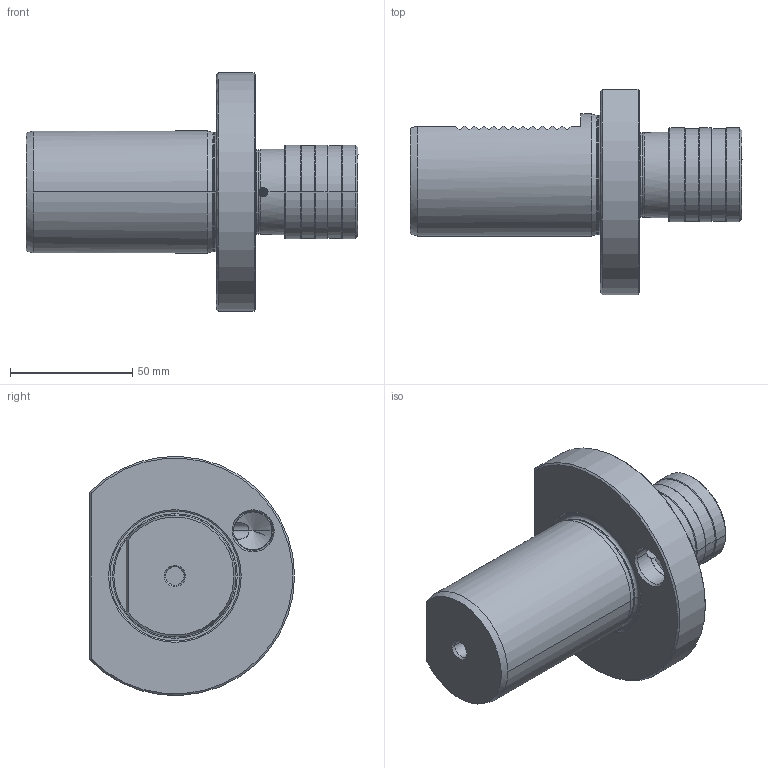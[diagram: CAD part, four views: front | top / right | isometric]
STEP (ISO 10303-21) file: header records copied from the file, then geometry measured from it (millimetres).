
FILE_DESCRIPTION((''),'2;1');
FILE_NAME('VDI50-1','2018-09-05T',('101107'),(''),'CREO PARAMETRIC BY PTC INC, 2015290','CREO PARAMETRIC BY PTC INC, 2015290','');
FILE_SCHEMA(('CONFIG_CONTROL_DESIGN'));
Length unit declared in the file: millimetre
Products named in the file (1): VDI50-1
Bounding box: 136 x 84 x 97.88 mm (x, y, z)
Volume: 278577.3 mm3; surface area: 44450.9 mm2
Topology: 1 solids, 1 shells, 253 faces, 640 edges, 393 vertices
Faces by surface type: plane 95, cylinder 70, cone 60, torus 22, sphere 6
Entity records: 8102 total; most frequent: CARTESIAN_POINT 2173, ORIENTED_EDGE 1264, DIRECTION 1191, EDGE_CURVE 632, AXIS2_PLACEMENT_3D 468, VERTEX_POINT 393, EDGE_LOOP 271, VECTOR 255
